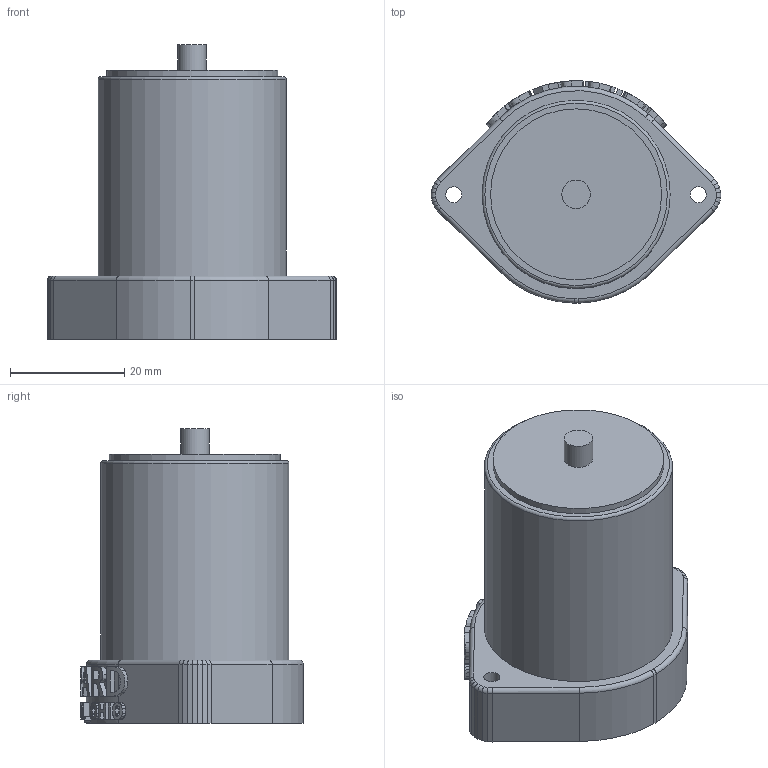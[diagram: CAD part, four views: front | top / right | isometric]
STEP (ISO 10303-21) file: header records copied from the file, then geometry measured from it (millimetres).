
FILE_DESCRIPTION(/* description */ (''),/* implementation_level */ '2;1');
FILE_NAME(/* name */ 'clippard_body.step',/* time_stamp */ '2020-12-02T21:01:47+01:00',/* author */ (''),/* organization */ (''),/* preprocessor_version */ 'ST-DEVELOPER v18.1',/* originating_system */ 'Autodesk Translation Framework v9.3.0.1241',/* authorisation */ '');
FILE_SCHEMA (('AUTOMOTIVE_DESIGN { 1 0 10303 214 3 1 1 }'));
Length unit declared in the file: millimetre
Products named in the file (1): clippard_body
Bounding box: 50.76 x 39 x 51.7 mm (x, y, z)
Volume: 44899.9 mm3; surface area: 8538.1 mm2
Topology: 1 solids, 1 shells, 383 faces, 1032 edges, 681 vertices
Faces by surface type: plane 160, bspline 157, cylinder 61, torus 5
Full cylindrical faces by diameter (mm): 2.8 x3, 5 x1, 30 x1, 33 x1
Entity records: 18182 total; most frequent: CARTESIAN_POINT 9474, ORIENTED_EDGE 2064, DIRECTION 1334, EDGE_CURVE 1032, VERTEX_POINT 681, LINE 506, VECTOR 506, EDGE_LOOP 417
